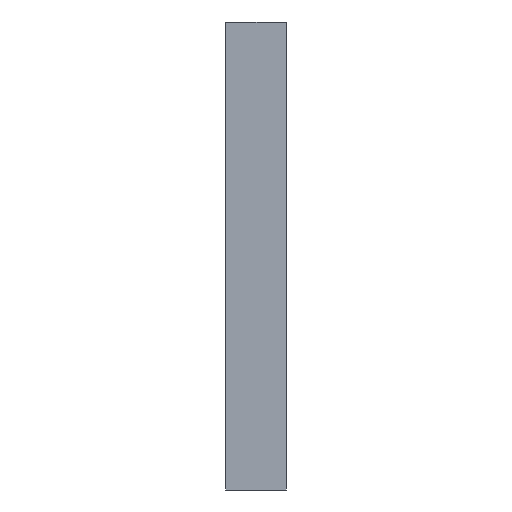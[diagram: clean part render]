
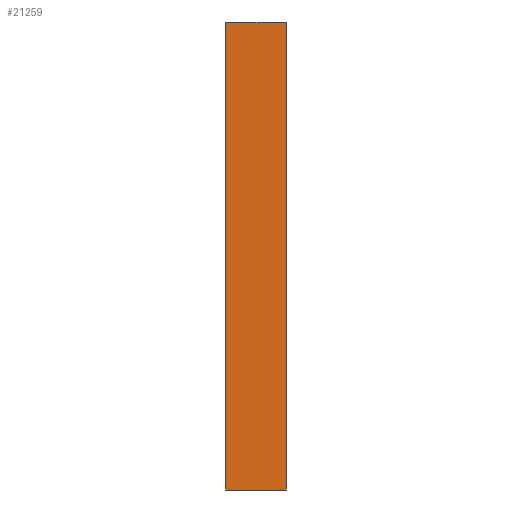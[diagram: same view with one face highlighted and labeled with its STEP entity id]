
A CAD part, left-side view. The second image highlights one B-rep face of the part: STEP entity #21259.
In plain terms, the highlighted planar face has unit normal (-1, 0, 0).
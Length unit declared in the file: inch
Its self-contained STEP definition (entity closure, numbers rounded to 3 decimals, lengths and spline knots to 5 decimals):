
#10954 = DIRECTION ( 'NONE',  ( 0., 0., -1. ) ) ;
#10955 = VECTOR ( 'NONE', #10954, 39.37008 ) ;
#10956 = CARTESIAN_POINT ( 'NONE',  ( -9.87481, 2., 7.59528 ) ) ;
#10957 = LINE ( 'NONE', #10956, #10955 ) ;
#10992 = CARTESIAN_POINT ( 'NONE',  ( -9.87481, 0., -7.74537 ) ) ;
#10993 = DIRECTION ( 'NONE',  ( 0., 0., -1. ) ) ;
#10994 = VECTOR ( 'NONE', #10993, 39.37008 ) ;
#10995 = CARTESIAN_POINT ( 'NONE',  ( -9.87481, 0., 7.59528 ) ) ;
#10996 = LINE ( 'NONE', #10995, #10994 ) ;
#11113 = DIRECTION ( 'NONE',  ( 0., 0., 1. ) ) ;
#11114 = DIRECTION ( 'NONE',  ( -1., 0., 0. ) ) ;
#11115 = CARTESIAN_POINT ( 'NONE',  ( -9.87481, 2., 7.59528 ) ) ;
#11116 = AXIS2_PLACEMENT_3D ( 'NONE', #11115, #11114, #11113 ) ;
#11117 = FACE_OUTER_BOUND ( 'NONE', #21204, .T. ) ;
#11122 = PLANE ( 'NONE',  #11116 ) ;
#11151 = CARTESIAN_POINT ( 'NONE',  ( -9.87481, 2., -7.74537 ) ) ;
#11664 = DIRECTION ( 'NONE',  ( 0., -1., 0. ) ) ;
#11665 = VECTOR ( 'NONE', #11664, 39.37008 ) ;
#11666 = CARTESIAN_POINT ( 'NONE',  ( -9.87481, 2., -7.74537 ) ) ;
#11667 = LINE ( 'NONE', #11666, #11665 ) ;
#11742 = CARTESIAN_POINT ( 'NONE',  ( -9.87481, 2., 7.59528 ) ) ;
#11830 = DIRECTION ( 'NONE',  ( 0., -1., 0. ) ) ;
#11831 = VECTOR ( 'NONE', #11830, 39.37008 ) ;
#11832 = CARTESIAN_POINT ( 'NONE',  ( -9.87481, 2., 7.59528 ) ) ;
#11833 = LINE ( 'NONE', #11832, #11831 ) ;
#11959 = CARTESIAN_POINT ( 'NONE',  ( -9.87481, 0., 7.59528 ) ) ;
#21204 = EDGE_LOOP ( 'NONE', ( #21212, #21213, #21357, #21249 ) ) ;
#21205 = EDGE_CURVE ( 'NONE', #21388, #21248, #10957, .T. ) ;
#21212 = ORIENTED_EDGE ( 'NONE', *, *, #21214, .F. ) ;
#21213 = ORIENTED_EDGE ( 'NONE', *, *, #21390, .F. ) ;
#21214 = EDGE_CURVE ( 'NONE', #21437, #21215, #10996, .T. ) ;
#21215 = VERTEX_POINT ( 'NONE', #10992 ) ;
#21248 = VERTEX_POINT ( 'NONE', #11151 ) ;
#21249 = ORIENTED_EDGE ( 'NONE', *, *, #21353, .T. ) ;
#21259 = ADVANCED_FACE ( 'NONE', ( #11117 ), #11122, .T. ) ;
#21353 = EDGE_CURVE ( 'NONE', #21248, #21215, #11667, .T. ) ;
#21357 = ORIENTED_EDGE ( 'NONE', *, *, #21205, .T. ) ;
#21388 = VERTEX_POINT ( 'NONE', #11742 ) ;
#21390 = EDGE_CURVE ( 'NONE', #21388, #21437, #11833, .T. ) ;
#21437 = VERTEX_POINT ( 'NONE', #11959 ) ;
